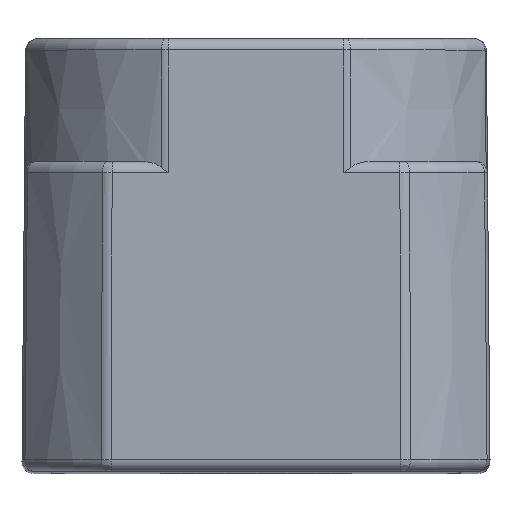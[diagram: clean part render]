
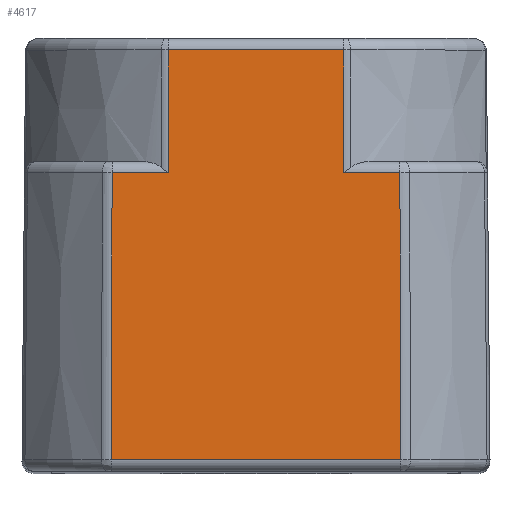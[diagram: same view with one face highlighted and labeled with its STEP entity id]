
A CAD part, top view. The second image highlights one B-rep face of the part: STEP entity #4617.
In plain terms, the highlighted planar face has unit normal (0, 0.009, 1).
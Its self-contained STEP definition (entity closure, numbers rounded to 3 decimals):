
#885=DIRECTION('',(1.,0.,0.));
#886=VECTOR('',#885,4.944);
#887=CARTESIAN_POINT('',(-2.472,0.202,
-0.002));
#888=LINE('',#887,#886);
#1195=DIRECTION('',(0.003,1.,-0.009));
#1196=VECTOR('',#1195,4.9);
#1197=CARTESIAN_POINT('',(-2.472,0.202,
-0.002));
#1198=LINE('',#1197,#1196);
#1199=DIRECTION('',(0.002,1.,-0.009));
#1200=VECTOR('',#1199,2.1);
#1201=CARTESIAN_POINT('',(-1.501,5.102,
-0.045));
#1202=LINE('',#1201,#1200);
#1203=DIRECTION('',(0.002,-1.,0.009));
#1204=VECTOR('',#1203,2.1);
#1205=CARTESIAN_POINT('',(1.498,7.202,
-0.063));
#1206=LINE('',#1205,#1204);
#1207=DIRECTION('',(0.003,-1.,0.009));
#1208=VECTOR('',#1207,4.9);
#1209=CARTESIAN_POINT('',(2.459,5.102,
-0.045));
#1210=LINE('',#1209,#1208);
#1636=DIRECTION('',(-1.,0.,0.));
#1637=VECTOR('',#1636,0.958);
#1638=CARTESIAN_POINT('',(2.459,5.102,
-0.045));
#1639=LINE('',#1638,#1637);
#1705=DIRECTION('',(-1.,0.,0.));
#1706=VECTOR('',#1705,2.995);
#1707=CARTESIAN_POINT('',(1.498,7.202,
-0.063));
#1708=LINE('',#1707,#1706);
#1731=DIRECTION('',(-1.,0.,0.));
#1732=VECTOR('',#1731,0.958);
#1733=CARTESIAN_POINT('',(-1.501,5.102,
-0.045));
#1734=LINE('',#1733,#1732);
#2696=CARTESIAN_POINT('',(2.472,0.202,
-0.002));
#2697=VERTEX_POINT('',#2696);
#2698=CARTESIAN_POINT('',(-2.472,0.202,
-0.002));
#2699=VERTEX_POINT('',#2698);
#2840=CARTESIAN_POINT('',(-1.498,7.202,
-0.063));
#2841=VERTEX_POINT('',#2840);
#2842=CARTESIAN_POINT('',(1.498,7.202,
-0.063));
#2843=VERTEX_POINT('',#2842);
#2869=CARTESIAN_POINT('',(-2.459,5.102,
-0.045));
#2870=VERTEX_POINT('',#2869);
#2871=CARTESIAN_POINT('',(-1.501,5.102,
-0.045));
#2872=VERTEX_POINT('',#2871);
#2873=CARTESIAN_POINT('',(1.501,5.102,
-0.045));
#2874=VERTEX_POINT('',#2873);
#2875=CARTESIAN_POINT('',(2.459,5.102,
-0.045));
#2876=VERTEX_POINT('',#2875);
#4596=CARTESIAN_POINT('',(-5.324,0.,0.));
#4597=DIRECTION('',(0.,0.009,1.));
#4598=DIRECTION('',(1.,0.,0.));
#4599=AXIS2_PLACEMENT_3D('',#4596,#4597,#4598);
#4600=PLANE('',#4599);
#4601=ORIENTED_EDGE('',*,*,#4109,.F.);
#4603=ORIENTED_EDGE('',*,*,#4602,.T.);
#4605=ORIENTED_EDGE('',*,*,#4604,.F.);
#4607=ORIENTED_EDGE('',*,*,#4606,.T.);
#4609=ORIENTED_EDGE('',*,*,#4608,.F.);
#4611=ORIENTED_EDGE('',*,*,#4610,.T.);
#4613=ORIENTED_EDGE('',*,*,#4612,.F.);
#4614=ORIENTED_EDGE('',*,*,#4588,.T.);
#4615=EDGE_LOOP('',(#4601,#4603,#4605,#4607,#4609,#4611,#4613,#4614));
#4616=FACE_OUTER_BOUND('',#4615,.F.);
#4109=EDGE_CURVE('',#2699,#2697,#888,.T.);
#4588=EDGE_CURVE('',#2876,#2697,#1210,.T.);
#4602=EDGE_CURVE('',#2699,#2870,#1198,.T.);
#4604=EDGE_CURVE('',#2872,#2870,#1734,.T.);
#4606=EDGE_CURVE('',#2872,#2841,#1202,.T.);
#4608=EDGE_CURVE('',#2843,#2841,#1708,.T.);
#4610=EDGE_CURVE('',#2843,#2874,#1206,.T.);
#4612=EDGE_CURVE('',#2876,#2874,#1639,.T.);
#4617=ADVANCED_FACE('',(#4616),#4600,.T.);
